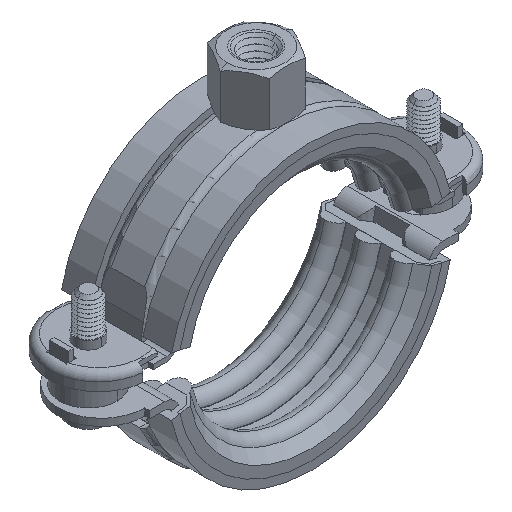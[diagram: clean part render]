
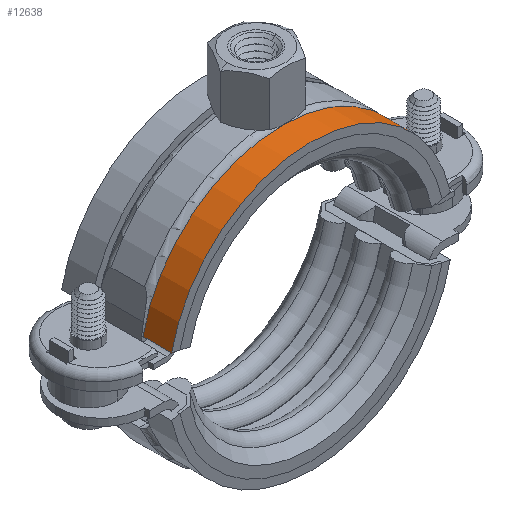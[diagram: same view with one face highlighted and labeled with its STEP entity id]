
A CAD part, isometric view. The second image highlights one B-rep face of the part: STEP entity #12638.
In plain terms, the highlighted cylindrical face has radius 29.75 mm (diameter 59.5 mm), a partial arc.
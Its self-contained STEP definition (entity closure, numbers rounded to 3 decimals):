
#12580=CARTESIAN_POINT('',(134.647,127.254,5.5));
#12581=VERTEX_POINT('',#12580);
#12588=CARTESIAN_POINT('',(192.876,127.254,5.5));
#12589=VERTEX_POINT('',#12588);
#12590=CARTESIAN_POINT('',(163.761,121.137,5.5));
#12591=DIRECTION('',(0.0,0.0,1.0));
#12592=DIRECTION('',(1.0,0.0,0.0));
#12593=AXIS2_PLACEMENT_3D('',#12590,#12591,#12592);
#12594=CIRCLE('',#12593,29.75);
#12595=EDGE_CURVE('',#12589,#12581,#12594,.T.);
#12607=CARTESIAN_POINT('',(163.761,121.137,8.5));
#12608=DIRECTION('',(0.0,0.0,1.0));
#12609=DIRECTION('',(1.0,0.0,0.0));
#12610=AXIS2_PLACEMENT_3D('',#12607,#12608,#12609);
#12611=CYLINDRICAL_SURFACE('',#12610,29.75);
#12612=CARTESIAN_POINT('',(134.647,127.254,11.5));
#12613=VERTEX_POINT('',#12612);
#12614=CARTESIAN_POINT('',(134.647,127.254,5.5));
#12615=DIRECTION('',(0.0,0.0,1.0));
#12616=VECTOR('',#12615,6.);
#12617=LINE('',#12614,#12616);
#12618=EDGE_CURVE('',#12581,#12613,#12617,.T.);
#12619=ORIENTED_EDGE('',*,*,#12618,.T.);
#12620=CARTESIAN_POINT('',(192.876,127.254,11.5));
#12621=VERTEX_POINT('',#12620);
#12622=CARTESIAN_POINT('',(163.761,121.137,11.5));
#12623=DIRECTION('',(0.0,0.0,1.0));
#12624=DIRECTION('',(1.0,0.0,0.0));
#12625=AXIS2_PLACEMENT_3D('',#12622,#12623,#12624);
#12626=CIRCLE('',#12625,29.75);
#12627=EDGE_CURVE('',#12621,#12613,#12626,.T.);
#12628=ORIENTED_EDGE('',*,*,#12627,.F.);
#12629=CARTESIAN_POINT('',(192.876,127.254,5.5));
#12630=DIRECTION('',(0.0,0.0,1.0));
#12631=VECTOR('',#12630,6.);
#12632=LINE('',#12629,#12631);
#12633=EDGE_CURVE('',#12589,#12621,#12632,.T.);
#12634=ORIENTED_EDGE('',*,*,#12633,.F.);
#12635=ORIENTED_EDGE('',*,*,#12595,.T.);
#12636=EDGE_LOOP('',(#12619,#12628,#12634,#12635));
#12637=FACE_OUTER_BOUND('',#12636,.T.);
#12638=ADVANCED_FACE('',(#12637),#12611,.T.);
